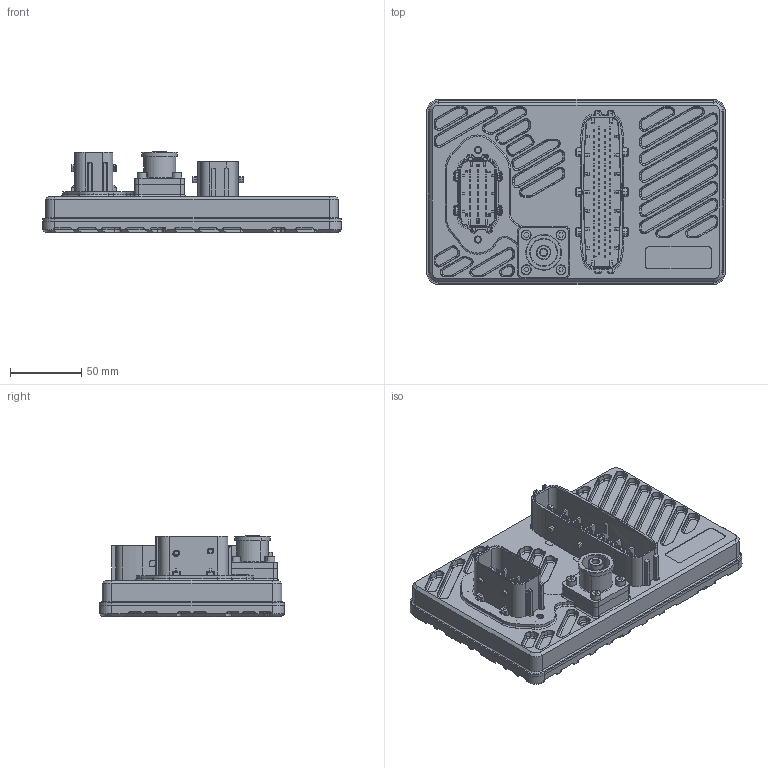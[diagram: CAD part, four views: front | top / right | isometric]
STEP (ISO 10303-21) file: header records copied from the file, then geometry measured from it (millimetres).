
FILE_DESCRIPTION(('CATIA V5 STEP Exchange'),'2;1');
FILE_NAME('LFR-500-03_PDUX3-4_03 M10 ASSEMBLY_AllCATPart.stp','2020-02-07T14:05:57+00:00',('none'),('none'),'CATIA Version 5 Release 19 SP 9 (IN-10)','CATIA V5 STEP AP214','none');
FILE_SCHEMA(('AUTOMOTIVE_DESIGN { 1 0 10303 214 1 1 1 1 }'));
Products named in the file (1): LFR-500-03_PDUX3-4_03 M10 ASSEMBLY_AllCATPart
Bounding box: 209.91 x 130 x 57.15 mm (x, y, z)
Volume: 100390.2 mm3; surface area: 165378.9 mm2
Topology: 10 solids, 298 shells, 5901 faces, 16923 edges, 11520 vertices
Faces by surface type: plane 3501, cylinder 1275, torus 587, cone 498, bspline 28, sphere 12
Entity records: 178811 total; most frequent: CARTESIAN_POINT 37261, ORIENTED_EDGE 30051, DIRECTION 25187, EDGE_CURVE 15133, VECTOR 10794, LINE 10794, VERTEX_POINT 9625, AXIS2_PLACEMENT_3D 8931
